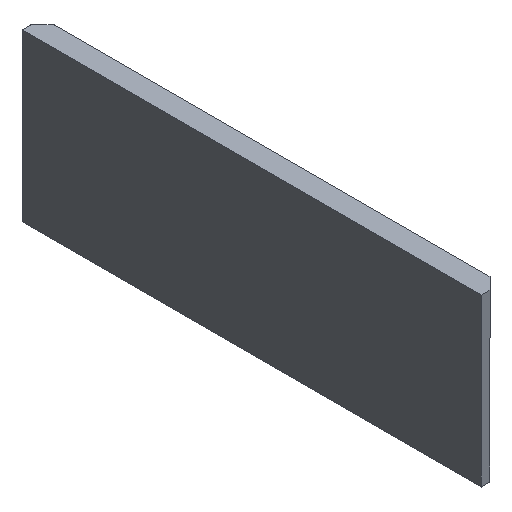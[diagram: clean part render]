
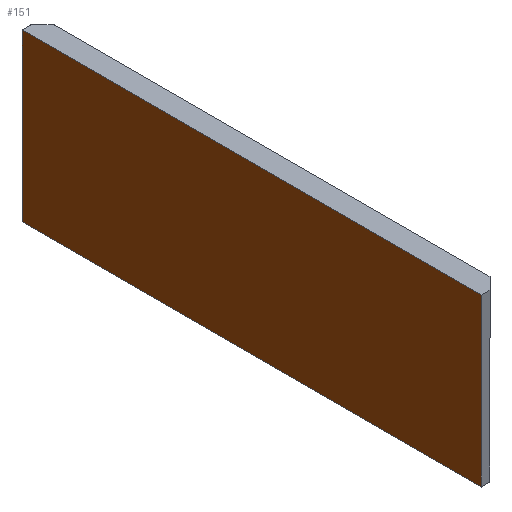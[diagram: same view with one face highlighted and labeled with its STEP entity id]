
A CAD part, isometric view. The second image highlights one B-rep face of the part: STEP entity #151.
In plain terms, the highlighted planar face has unit normal (-1, 0, 0).
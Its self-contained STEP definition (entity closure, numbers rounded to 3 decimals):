
#44=ORIENTED_EDGE('',*,*,#59,.F.);
#45=ORIENTED_EDGE('',*,*,#70,.F.);
#46=ORIENTED_EDGE('',*,*,#67,.F.);
#47=ORIENTED_EDGE('',*,*,#64,.F.);
#59=EDGE_CURVE('',#77,#75,#89,.T.);
#64=EDGE_CURVE('',#75,#79,#94,.T.);
#67=EDGE_CURVE('',#79,#83,#97,.T.);
#70=EDGE_CURVE('',#83,#77,#100,.T.);
#75=VERTEX_POINT('',#215);
#77=VERTEX_POINT('',#219);
#79=VERTEX_POINT('',#224);
#83=VERTEX_POINT('',#234);
#89=LINE('',#220,#107);
#94=LINE('',#230,#112);
#97=LINE('',#236,#115);
#100=LINE('',#242,#118);
#107=VECTOR('',#182,1000.);
#112=VECTOR('',#189,1000.);
#115=VECTOR('',#194,1000.);
#118=VECTOR('',#199,1000.);
#127=EDGE_LOOP('',(#44,#45,#46,#47));
#135=FACE_BOUND('',#127,.T.);
#143=PLANE('',#172);
#151=ADVANCED_FACE('',(#135),#143,.F.);
#172=AXIS2_PLACEMENT_3D('',#247,#205,#206);
#182=DIRECTION('',(0.,0.,-1.));
#189=DIRECTION('',(0.,1.,0.));
#194=DIRECTION('',(0.,0.,1.));
#199=DIRECTION('',(0.,-1.,0.));
#205=DIRECTION('',(1.,0.,0.));
#206=DIRECTION('',(0.,1.,0.));
#215=CARTESIAN_POINT('',(-2.75,-0.8,-1.627));
#219=CARTESIAN_POINT('',(-2.75,-0.8,8.973));
#220=CARTESIAN_POINT('',(-2.75,-0.8,8.973));
#224=CARTESIAN_POINT('',(-2.75,28.5,-1.627));
#230=CARTESIAN_POINT('',(-2.75,-0.8,-1.627));
#234=CARTESIAN_POINT('',(-2.75,28.5,8.973));
#236=CARTESIAN_POINT('',(-2.75,28.5,-1.627));
#242=CARTESIAN_POINT('',(-2.75,28.5,8.973));
#247=CARTESIAN_POINT('',(-2.75,0.,0.));
